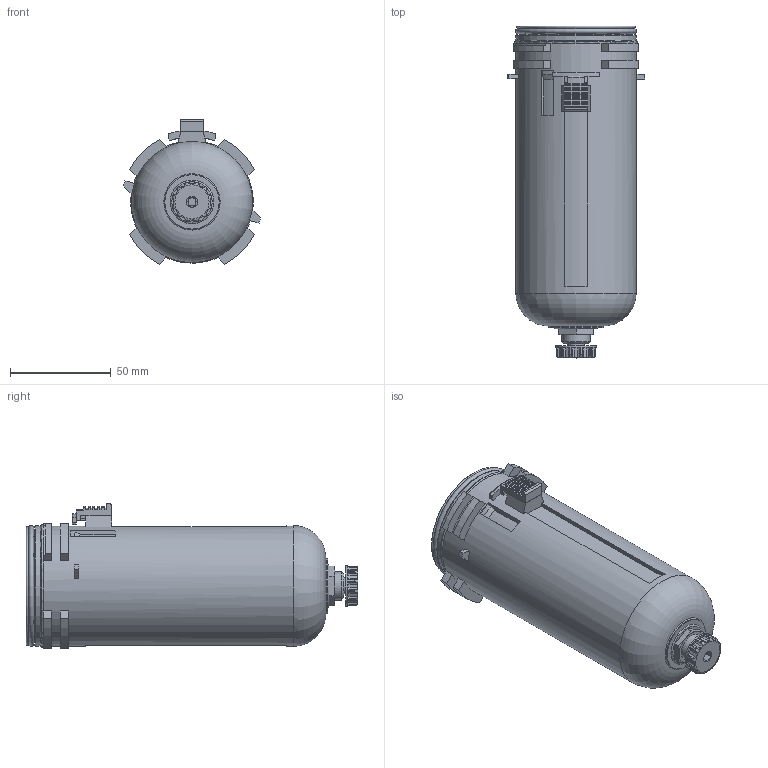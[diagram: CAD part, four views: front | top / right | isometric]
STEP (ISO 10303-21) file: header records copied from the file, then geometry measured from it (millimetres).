
FILE_DESCRIPTION(/* description */ ('STEP AP214'),/* implementation_level */ '2;1');
FILE_NAME(/* name */ '030303',/* time_stamp */ '2023-03-24T12:28:59+01:00',/* author */ ('License CC BY-ND 4.0'),/* organization */ ('CADENAS'),/* preprocessor_version */ 'ST-DEVELOPER v19.3',/* originating_system */ 'PARTsolutions',/* authorisation */ ' ');
FILE_SCHEMA (('AUTOMOTIVE_DESIGN {1 0 10303 214 3 1 1}'));
Length unit declared in the file: millimetre
Products named in the file (4): 030303; 030303_RE; 030303_A; 030303_G
Assembly tree (3 placements, depth 2):
  030303
    030303_RE
    030303_A
    030303_G
Bounding box: 68.18 x 165 x 71.93 mm (x, y, z)
Volume: 416270.1 mm3; surface area: 40034.2 mm2
Topology: 3 solids, 3 shells, 290 faces, 773 edges, 506 vertices
Faces by surface type: plane 137, cylinder 106, torus 36, cone 11
Full cylindrical faces by diameter (mm): 4 x1, 8 x1, 14 x1, 20 x1, 27 x1, 55.6 x2, 59.8 x1, 60 x1
Entity records: 10574 total; most frequent: CARTESIAN_POINT 1930, ORIENTED_EDGE 1484, DIRECTION 1478, EDGE_CURVE 742, AXIS2_PLACEMENT_3D 564, VERTEX_POINT 498, LINE 350, VECTOR 350
